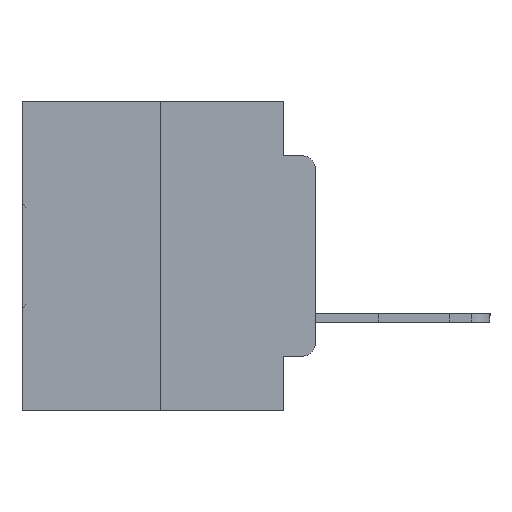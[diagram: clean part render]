
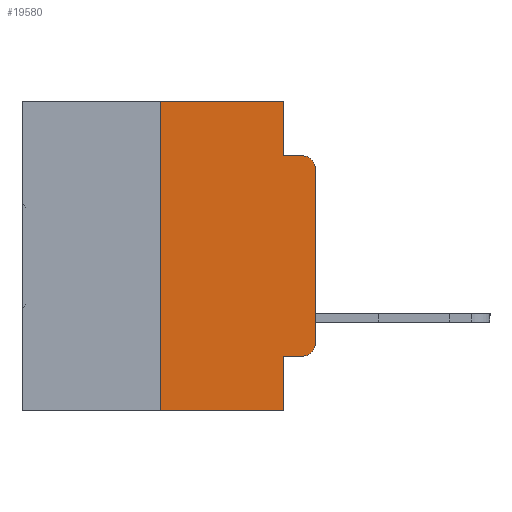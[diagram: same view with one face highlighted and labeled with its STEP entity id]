
A CAD part, left-side view. The second image highlights one B-rep face of the part: STEP entity #19580.
In plain terms, the highlighted planar face has unit normal (-1, 0, 0).
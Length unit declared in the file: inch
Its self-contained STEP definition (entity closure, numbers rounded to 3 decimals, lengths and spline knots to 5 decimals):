
#80 = DIRECTION ( 'NONE',  ( 0., 0., 1. ) ) ;
#389 = LINE ( 'NONE', #14433, #13165 ) ;
#412 = CARTESIAN_POINT ( 'NONE',  ( 0., 0.051, 0. ) ) ;
#666 = DIRECTION ( 'NONE',  ( -1., 0., 0. ) ) ;
#808 = DIRECTION ( 'NONE',  ( 0., 0., -1. ) ) ;
#1009 = CARTESIAN_POINT ( 'NONE',  ( 0., 0.25, 0. ) ) ;
#1159 = CARTESIAN_POINT ( 'NONE',  ( 0., 0.25, -0.5 ) ) ;
#1310 = CARTESIAN_POINT ( 'NONE',  ( 0., 0.051, -0.0885 ) ) ;
#2568 = CARTESIAN_POINT ( 'NONE',  ( 0., 0.473, 0. ) ) ;
#3193 = AXIS2_PLACEMENT_3D ( 'NONE', #29233, #3321, #19957 ) ;
#3321 = DIRECTION ( 'NONE',  ( 1., 0., 0. ) ) ;
#3389 = CARTESIAN_POINT ( 'NONE',  ( 0., 0.051, -0.4115 ) ) ;
#4086 = EDGE_CURVE ( 'NONE', #27962, #23980, #6987, .T. ) ;
#4091 = VECTOR ( 'NONE', #12257, 39.37008 ) ;
#4761 = VERTEX_POINT ( 'NONE', #24445 ) ;
#4838 = ORIENTED_EDGE ( 'NONE', *, *, #22760, .F. ) ;
#4959 = DIRECTION ( 'NONE',  ( 0., -1., 0. ) ) ;
#5636 = PLANE ( 'NONE',  #3193 ) ;
#5786 = ORIENTED_EDGE ( 'NONE', *, *, #26901, .F. ) ;
#6029 = ORIENTED_EDGE ( 'NONE', *, *, #10679, .T. ) ;
#6987 = LINE ( 'NONE', #1310, #20324 ) ;
#7517 = CARTESIAN_POINT ( 'NONE',  ( 0., 0.02, -0.1085 ) ) ;
#9370 = VECTOR ( 'NONE', #80, 39.37008 ) ;
#9664 = DIRECTION ( 'NONE',  ( 0., 0., -1. ) ) ;
#9950 = DIRECTION ( 'NONE',  ( 0., 0., -1. ) ) ;
#10332 = ORIENTED_EDGE ( 'NONE', *, *, #14948, .F. ) ;
#10679 = EDGE_CURVE ( 'NONE', #13962, #10776, #28937, .T. ) ;
#10732 = LINE ( 'NONE', #2568, #22492 ) ;
#10776 = VERTEX_POINT ( 'NONE', #29095 ) ;
#11871 = VERTEX_POINT ( 'NONE', #412 ) ;
#12257 = DIRECTION ( 'NONE',  ( 0., -1., 0. ) ) ;
#12458 = DIRECTION ( 'NONE',  ( 0., -1., 0. ) ) ;
#12500 = CARTESIAN_POINT ( 'NONE',  ( 0., 0.25, 0. ) ) ;
#12569 = ORIENTED_EDGE ( 'NONE', *, *, #4086, .F. ) ;
#12631 = CARTESIAN_POINT ( 'NONE',  ( 0., 0.02, -0.0885 ) ) ;
#12698 = ORIENTED_EDGE ( 'NONE', *, *, #20037, .T. ) ;
#13054 = CIRCLE ( 'NONE', #20476, 0.02 ) ;
#13165 = VECTOR ( 'NONE', #9664, 39.37008 ) ;
#13544 = LINE ( 'NONE', #12500, #25971 ) ;
#13908 = CARTESIAN_POINT ( 'NONE',  ( 0., 0., -0.1085 ) ) ;
#13962 = VERTEX_POINT ( 'NONE', #1159 ) ;
#14433 = CARTESIAN_POINT ( 'NONE',  ( 0., 0.051, 0. ) ) ;
#14870 = DIRECTION ( 'NONE',  ( 0., 0., 1. ) ) ;
#14948 = EDGE_CURVE ( 'NONE', #28090, #11871, #10732, .T. ) ;
#15022 = CARTESIAN_POINT ( 'NONE',  ( 0., 0.02, -0.3915 ) ) ;
#15224 = VERTEX_POINT ( 'NONE', #3389 ) ;
#15233 = CARTESIAN_POINT ( 'NONE',  ( 0., 0.02, -0.4115 ) ) ;
#16067 = LINE ( 'NONE', #26390, #4091 ) ;
#16773 = CARTESIAN_POINT ( 'NONE',  ( 0., 0., 0. ) ) ;
#16991 = AXIS2_PLACEMENT_3D ( 'NONE', #7517, #23996, #9950 ) ;
#17335 = DIRECTION ( 'NONE',  ( 0., 0., -1. ) ) ;
#17770 = ORIENTED_EDGE ( 'NONE', *, *, #28606, .T. ) ;
#19580 = ADVANCED_FACE ( 'NONE', ( #29810 ), #5636, .F. ) ;
#19909 = ORIENTED_EDGE ( 'NONE', *, *, #27857, .T. ) ;
#19957 = DIRECTION ( 'NONE',  ( 0., 0., -1. ) ) ;
#20037 = EDGE_CURVE ( 'NONE', #23119, #23980, #23569, .T. ) ;
#20324 = VECTOR ( 'NONE', #28128, 39.37008 ) ;
#20476 = AXIS2_PLACEMENT_3D ( 'NONE', #15022, #666, #17335 ) ;
#22492 = VECTOR ( 'NONE', #4959, 39.37008 ) ;
#22760 = EDGE_CURVE ( 'NONE', #13962, #28090, #13544, .T. ) ;
#22953 = VECTOR ( 'NONE', #808, 39.37008 ) ;
#23119 = VERTEX_POINT ( 'NONE', #13908 ) ;
#23257 = ORIENTED_EDGE ( 'NONE', *, *, #28034, .F. ) ;
#23316 = EDGE_CURVE ( 'NONE', #15224, #23468, #16067, .T. ) ;
#23468 = VERTEX_POINT ( 'NONE', #15233 ) ;
#23559 = EDGE_LOOP ( 'NONE', ( #19909, #12698, #12569, #5786, #10332, #4838, #6029, #23257, #24789, #17770 ) ) ;
#23569 = CIRCLE ( 'NONE', #16991, 0.02 ) ;
#23675 = LINE ( 'NONE', #29125, #22953 ) ;
#23980 = VERTEX_POINT ( 'NONE', #12631 ) ;
#23996 = DIRECTION ( 'NONE',  ( -1., 0., 0. ) ) ;
#24233 = CARTESIAN_POINT ( 'NONE',  ( 0., 0.051, -0.0885 ) ) ;
#24445 = CARTESIAN_POINT ( 'NONE',  ( 0., 0., -0.3915 ) ) ;
#24789 = ORIENTED_EDGE ( 'NONE', *, *, #23316, .T. ) ;
#25971 = VECTOR ( 'NONE', #14870, 39.37008 ) ;
#26390 = CARTESIAN_POINT ( 'NONE',  ( 0., 0.051, -0.4115 ) ) ;
#26901 = EDGE_CURVE ( 'NONE', #11871, #27962, #389, .T. ) ;
#27857 = EDGE_CURVE ( 'NONE', #4761, #23119, #28088, .T. ) ;
#27962 = VERTEX_POINT ( 'NONE', #24233 ) ;
#28034 = EDGE_CURVE ( 'NONE', #15224, #10776, #23675, .T. ) ;
#28088 = LINE ( 'NONE', #16773, #9370 ) ;
#28090 = VERTEX_POINT ( 'NONE', #1009 ) ;
#28128 = DIRECTION ( 'NONE',  ( 0., -1., 0. ) ) ;
#28606 = EDGE_CURVE ( 'NONE', #23468, #4761, #13054, .T. ) ;
#28793 = CARTESIAN_POINT ( 'NONE',  ( 0., 0.473, -0.5 ) ) ;
#28937 = LINE ( 'NONE', #28793, #30367 ) ;
#29095 = CARTESIAN_POINT ( 'NONE',  ( 0., 0.051, -0.5 ) ) ;
#29125 = CARTESIAN_POINT ( 'NONE',  ( 0., 0.051, 0. ) ) ;
#29233 = CARTESIAN_POINT ( 'NONE',  ( 0., 0.473, 0. ) ) ;
#29810 = FACE_OUTER_BOUND ( 'NONE', #23559, .T. ) ;
#30367 = VECTOR ( 'NONE', #12458, 39.37008 ) ;
